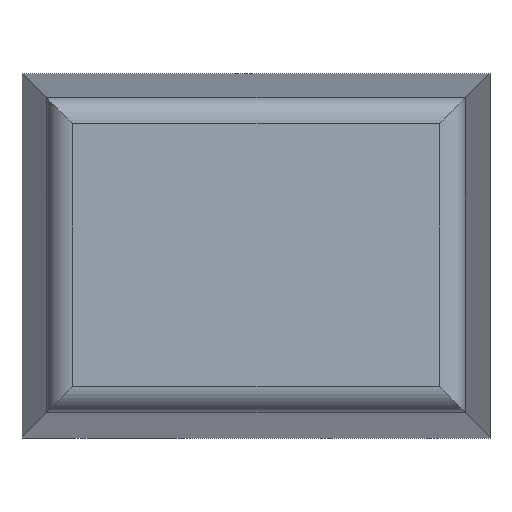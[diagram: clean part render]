
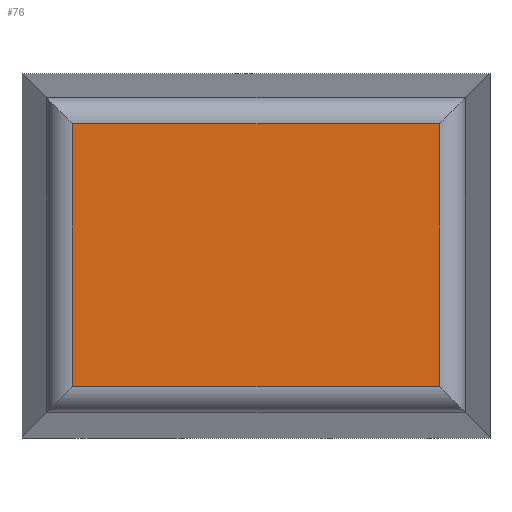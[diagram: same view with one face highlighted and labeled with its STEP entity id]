
A CAD part, top view. The second image highlights one B-rep face of the part: STEP entity #76.
In plain terms, the highlighted planar face has unit normal (0, 0, 1).
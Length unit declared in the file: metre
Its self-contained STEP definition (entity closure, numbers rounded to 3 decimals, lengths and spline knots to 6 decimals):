
#76 = ADVANCED_FACE( '', ( #179 ), #180, .T. );
#179 = FACE_OUTER_BOUND( '', #308, .T. );
#180 = PLANE( '', #309 );
#308 = EDGE_LOOP( '', ( #473, #474, #475, #476 ) );
#309 = AXIS2_PLACEMENT_3D( '', #477, #478, #479 );
#473 = ORIENTED_EDGE( '', *, *, #813, .T. );
#474 = ORIENTED_EDGE( '', *, *, #814, .T. );
#475 = ORIENTED_EDGE( '', *, *, #815, .T. );
#476 = ORIENTED_EDGE( '', *, *, #816, .T. );
#477 = CARTESIAN_POINT( '', ( 0., 0., 0.0222 ) );
#478 = DIRECTION( '', ( 0., 0., 1. ) );
#479 = DIRECTION( '', ( 1., 0., 0. ) );
#813 = EDGE_CURVE( '', #985, #986, #987, .T. );
#814 = EDGE_CURVE( '', #986, #988, #989, .F. );
#815 = EDGE_CURVE( '', #988, #990, #991, .F. );
#816 = EDGE_CURVE( '', #990, #985, #992, .T. );
#985 = VERTEX_POINT( '', #1218 );
#986 = VERTEX_POINT( '', #1219 );
#987 = LINE( '', #1220, #1221 );
#988 = VERTEX_POINT( '', #1222 );
#989 = LINE( '', #1223, #1224 );
#990 = VERTEX_POINT( '', #1225 );
#991 = LINE( '', #1226, #1227 );
#992 = LINE( '', #1228, #1229 );
#1218 = CARTESIAN_POINT( '', ( -0.007053, -0.005053, 0.0222 ) );
#1219 = CARTESIAN_POINT( '', ( 0.007053, -0.005053, 0.0222 ) );
#1220 = CARTESIAN_POINT( '', ( 0.008, -0.005053, 0.0222 ) );
#1221 = VECTOR( '', #1452, 1. );
#1222 = CARTESIAN_POINT( '', ( 0.007053, 0.005053, 0.0222 ) );
#1223 = CARTESIAN_POINT( '', ( 0.007053, 0., 0.0222 ) );
#1224 = VECTOR( '', #1453, 1. );
#1225 = CARTESIAN_POINT( '', ( -0.007053, 0.005053, 0.0222 ) );
#1226 = CARTESIAN_POINT( '', ( 0., 0.005053, 0.0222 ) );
#1227 = VECTOR( '', #1454, 1. );
#1228 = CARTESIAN_POINT( '', ( -0.007053, -0.006, 0.0222 ) );
#1229 = VECTOR( '', #1455, 1. );
#1452 = DIRECTION( '', ( 1., 0., 0. ) );
#1453 = DIRECTION( '', ( 0., -1., 0. ) );
#1454 = DIRECTION( '', ( 1., 0., 0. ) );
#1455 = DIRECTION( '', ( 0., -1., 0. ) );
